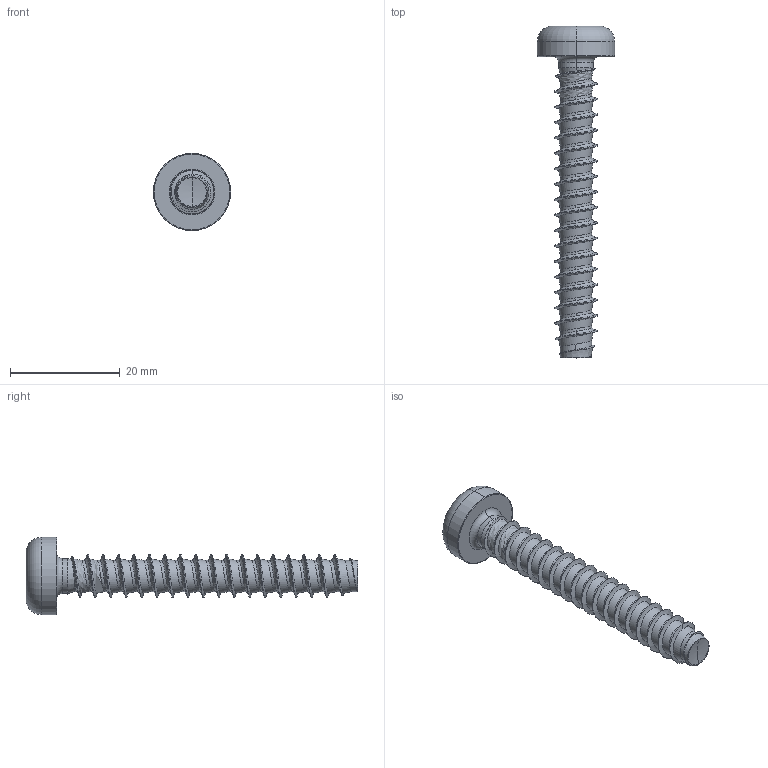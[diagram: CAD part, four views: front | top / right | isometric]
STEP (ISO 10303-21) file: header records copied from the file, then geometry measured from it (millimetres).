
FILE_DESCRIPTION (( 'STEP AP203' ), '1' );
FILE_NAME ('STP390800550.STEP', '2017-08-15T20:16:53', ( '' ), ( '' ), 'SwSTEP 2.0', 'SolidWorks 2015', '' );
FILE_SCHEMA (( 'CONFIG_CONTROL_DESIGN' ));
Length unit declared in the file: millimetre
Products named in the file (1): STP390800550
Bounding box: 14.1 x 60.59 x 14.1 mm (x, y, z)
Volume: 2358.1 mm3; surface area: 2181.9 mm2
Topology: 1 solids, 1 shells, 121 faces, 309 edges, 190 vertices
Faces by surface type: cylinder 63, bspline 35, cone 11, torus 6, sphere 4, plane 2
Entity records: 36434 total; most frequent: CARTESIAN_POINT 33903, ORIENTED_EDGE 614, DIRECTION 378, EDGE_CURVE 307, VERTEX_POINT 190, AXIS2_PLACEMENT_3D 150, B_SPLINE_CURVE_WITH_KNOTS 129, EDGE_LOOP 123
